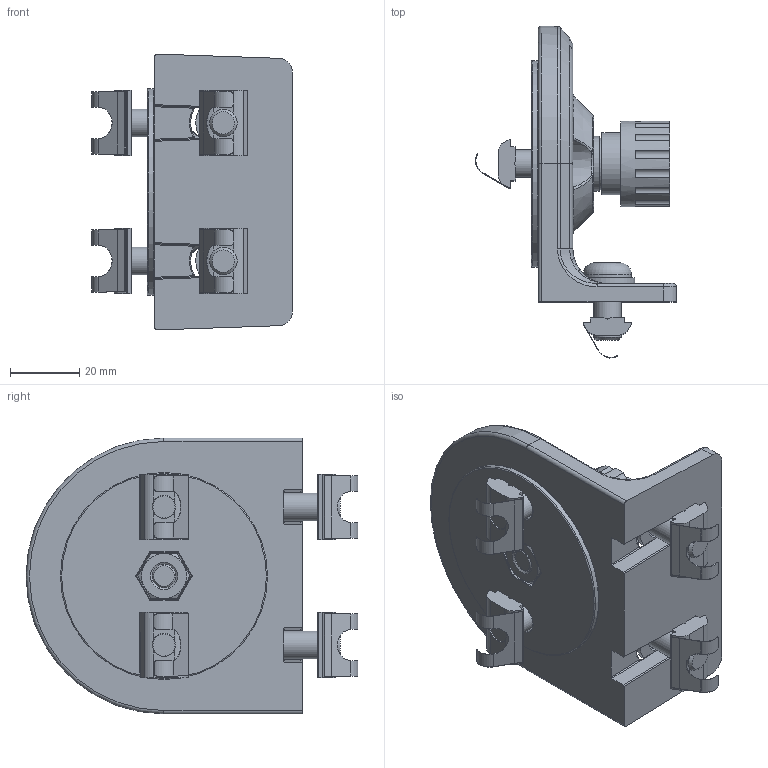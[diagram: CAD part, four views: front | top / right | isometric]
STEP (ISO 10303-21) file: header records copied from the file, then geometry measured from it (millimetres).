
FILE_DESCRIPTION(/* description */ ('KriTec Winkelfeststellung 10 80x40 inkl. Befestigungssatz'),/* implementation_level */ '2;1');
FILE_NAME(/* name */ '13289_KriTec_Winkelfeststellung_10_80x40_inkl_Befestigungssatz.stp',/* time_stamp */ '2021-07-05T10:46:21+02:00',/* author */ ('Nell'),/* organization */ (''),/* preprocessor_version */ 'ST-DEVELOPER v17',/* originating_system */ 'Autodesk Inventor 2018',/* authorisation */ '');
FILE_SCHEMA (('AUTOMOTIVE_DESIGN { 1 0 10303 214 3 1 1 }'));
Products named in the file (13): 13289; 093wg403r01; 11663; 13289_01; 093wg403r02; 093wg403r03; 093wg403r04; 340ME450; Hexagon nut ISO 4032 M8_Nut ISO 4032; Washer ISO 7090-8-200 HV_Washer DIN 125 - A 8; 4din137ad0815m_DIN 137-B8-FSt; 81028; DIN 6912 - M8 x 16 -
Assembly tree (20 placements, depth 3):
  13289
    093wg403r01
    Washer ISO 7090-8-200 HV_Washer DIN 125 - A 8  x2
    81028  x2
    11663  x2
    13289_01
      093wg403r02
      093wg403r03
      093wg403r04
      340ME450  x2
      Hexagon nut ISO 4032 M8_Nut ISO 4032
      Washer ISO 7090-8-200 HV_Washer DIN 125 - A 8
      4din137ad0815m_DIN 137-B8-FSt
      81028  x2
      DIN 6912 - M8 x 16 -  x2
Bounding box: 58.19 x 96.16 x 79.93 mm (x, y, z)
Volume: 86604.2 mm3; surface area: 46684.7 mm2
Topology: 19 solids, 19 shells, 2902 faces, 8503 edges, 5624 vertices
Faces by surface type: plane 2079, cone 463, cylinder 174, bspline 129, torus 57
Full cylindrical faces by diameter (mm): 4 x2, 6.8 x5, 8 x6, 8.4 x4, 13 x2, 14 x2, 15 x1, 16 x3, 18 x1, 24.8 x1, 63 x1
Entity records: 103330 total; most frequent: CARTESIAN_POINT 30265, ORIENTED_EDGE 15884, DIRECTION 15198, EDGE_CURVE 7942, AXIS2_PLACEMENT_3D 5725, VERTEX_POINT 5271, LINE 3748, VECTOR 3748
